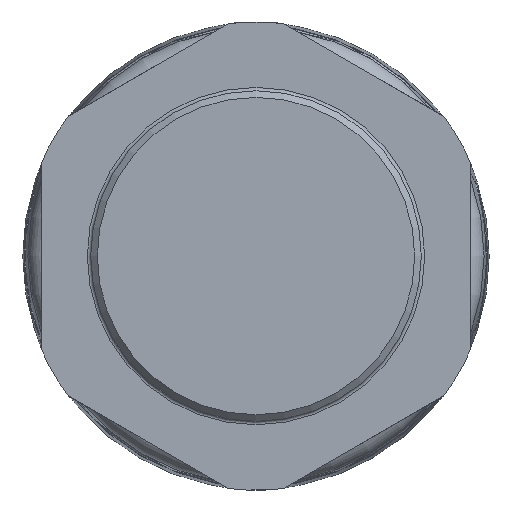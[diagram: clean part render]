
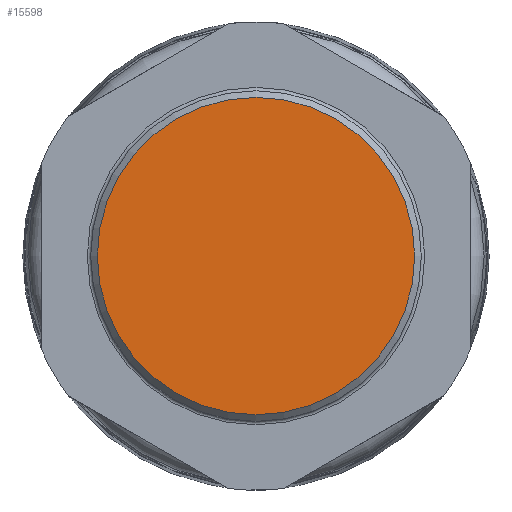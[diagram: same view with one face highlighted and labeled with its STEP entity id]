
A CAD part, left-side view. The second image highlights one B-rep face of the part: STEP entity #15598.
In plain terms, the highlighted planar face has unit normal (-1, 0, 0).
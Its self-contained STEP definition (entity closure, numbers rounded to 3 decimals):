
#2244=PLANE('',#16496);
#2668=FACE_OUTER_BOUND('',#3542,.T.);
#3542=EDGE_LOOP('',(#10892,#10893));
#4288=CIRCLE('',#16497,24.);
#4289=CIRCLE('',#16498,24.);
#6101=VERTEX_POINT('',#26077);
#6102=VERTEX_POINT('',#26078);
#7893=EDGE_CURVE('',#6101,#6102,#4288,.T.);
#7894=EDGE_CURVE('',#6102,#6101,#4289,.T.);
#10892=ORIENTED_EDGE('',*,*,#7893,.F.);
#10893=ORIENTED_EDGE('',*,*,#7894,.F.);
#15598=ADVANCED_FACE('',(#2668),#2244,.T.);
#16496=AXIS2_PLACEMENT_3D('',#26076,#18551,#18552);
#16497=AXIS2_PLACEMENT_3D('',#26079,#18553,#18554);
#16498=AXIS2_PLACEMENT_3D('',#26080,#18555,#18556);
#18551=DIRECTION('center_axis',(-1.,0.,0.));
#18552=DIRECTION('ref_axis',(0.,0.,
-1.));
#18553=DIRECTION('center_axis',(1.,0.,0.));
#18554=DIRECTION('ref_axis',(0.,0.,1.));
#18555=DIRECTION('center_axis',(1.,0.,0.));
#18556=DIRECTION('ref_axis',(0.,0.,1.));
#26076=CARTESIAN_POINT('Origin',(-47.738,-24.,0.));
#26077=CARTESIAN_POINT('',(-47.738,-24.,0.));
#26078=CARTESIAN_POINT('',(-47.738,24.,0.));
#26079=CARTESIAN_POINT('Origin',(-47.738,0.,
0.));
#26080=CARTESIAN_POINT('Origin',(-47.738,0.,
0.));
